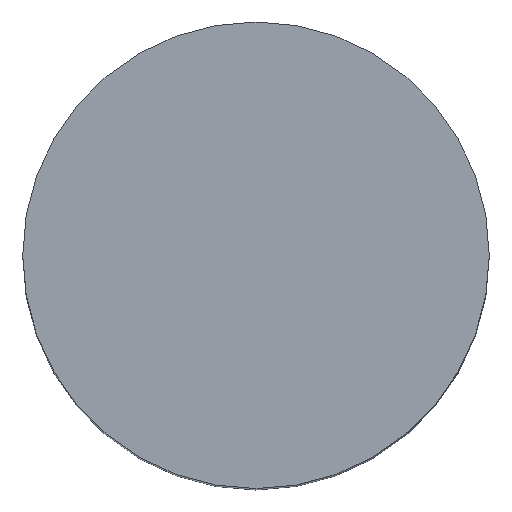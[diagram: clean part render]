
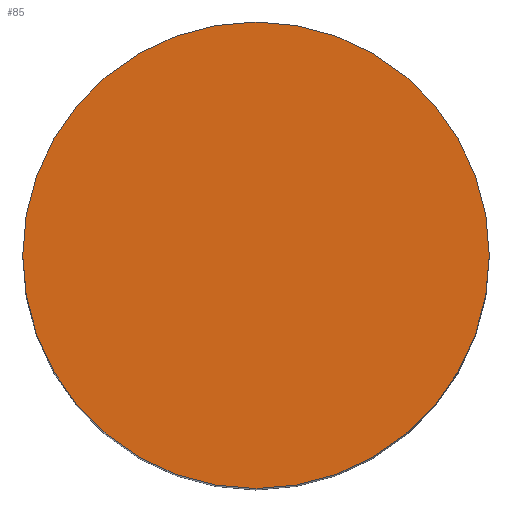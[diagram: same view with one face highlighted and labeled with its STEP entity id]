
A CAD part, top view. The second image highlights one B-rep face of the part: STEP entity #85.
In plain terms, the highlighted planar face has unit normal (0, 0, 1).
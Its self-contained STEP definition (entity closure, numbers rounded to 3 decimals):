
#10 = PLANE ( 'NONE',  #68 ) ;
#13 = ORIENTED_EDGE ( 'NONE', *, *, #59, .T. ) ;
#21 = VERTEX_POINT ( 'NONE', #54 ) ;
#25 = DIRECTION ( 'NONE',  ( 1., 0., 0. ) ) ;
#26 = CARTESIAN_POINT ( 'NONE',  ( 0., 0., 23. ) ) ;
#37 = FACE_OUTER_BOUND ( 'NONE', #132, .T. ) ;
#42 = CARTESIAN_POINT ( 'NONE',  ( -6.6, 0., 23. ) ) ;
#50 = ORIENTED_EDGE ( 'NONE', *, *, #65, .T. ) ;
#54 = CARTESIAN_POINT ( 'NONE',  ( 6.6, 0., 23. ) ) ;
#58 = DIRECTION ( 'NONE',  ( 1., 0., 0. ) ) ;
#59 = EDGE_CURVE ( 'NONE', #21, #122, #127, .T. ) ;
#65 = EDGE_CURVE ( 'NONE', #122, #21, #86, .T. ) ;
#67 = DIRECTION ( 'NONE',  ( 0., 0., 1. ) ) ;
#68 = AXIS2_PLACEMENT_3D ( 'NONE', #116, #67, #25 ) ;
#85 = ADVANCED_FACE ( 'NONE', ( #37 ), #10, .T. ) ;
#86 = CIRCLE ( 'NONE', #110, 6.6 ) ;
#100 = DIRECTION ( 'NONE',  ( 0., 0., 1. ) ) ;
#102 = CARTESIAN_POINT ( 'NONE',  ( 0., 0., 23. ) ) ;
#103 = DIRECTION ( 'NONE',  ( 1., 0., 0. ) ) ;
#110 = AXIS2_PLACEMENT_3D ( 'NONE', #102, #142, #58 ) ;
#116 = CARTESIAN_POINT ( 'NONE',  ( 0., 0., 23. ) ) ;
#122 = VERTEX_POINT ( 'NONE', #42 ) ;
#127 = CIRCLE ( 'NONE', #146, 6.6 ) ;
#132 = EDGE_LOOP ( 'NONE', ( #50, #13 ) ) ;
#142 = DIRECTION ( 'NONE',  ( 0., 0., 1. ) ) ;
#146 = AXIS2_PLACEMENT_3D ( 'NONE', #26, #100, #103 ) ;
